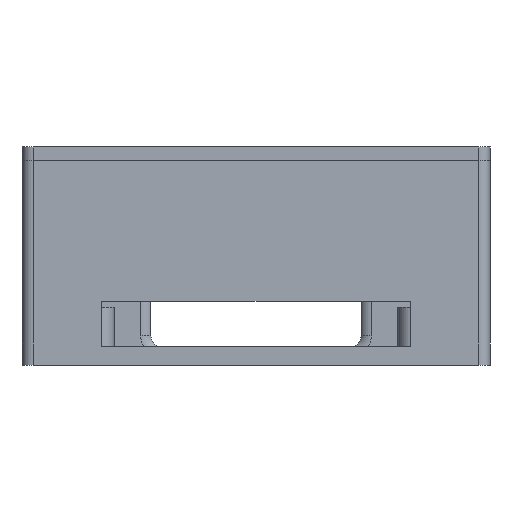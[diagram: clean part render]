
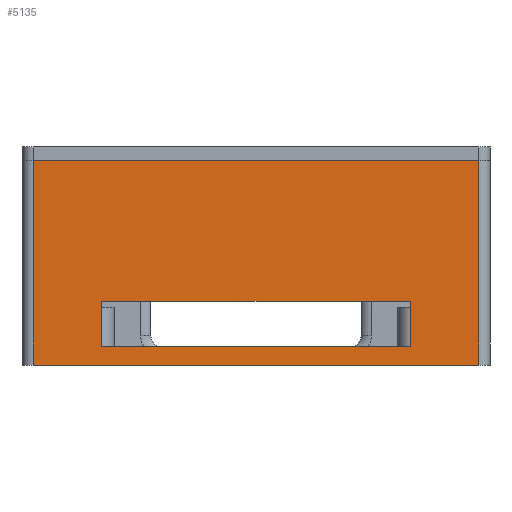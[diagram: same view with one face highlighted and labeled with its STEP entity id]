
A CAD part, front view. The second image highlights one B-rep face of the part: STEP entity #5135.
In plain terms, the highlighted planar face has unit normal (0, -1, 0).
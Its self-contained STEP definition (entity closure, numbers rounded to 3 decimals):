
#121=FACE_BOUND('',#916,.T.);
#625=FACE_OUTER_BOUND('',#915,.T.);
#915=EDGE_LOOP('',(#4623,#4624,#4625,#4626));
#916=EDGE_LOOP('',(#4627,#4628,#4629,#4630));
#1400=LINE('',#9223,#1926);
#1416=LINE('',#9263,#1942);
#1432=LINE('',#9301,#1958);
#1434=LINE('',#9307,#1960);
#1437=LINE('',#9317,#1963);
#1438=LINE('',#9319,#1964);
#1439=LINE('',#9321,#1965);
#1440=LINE('',#9322,#1966);
#1926=VECTOR('',#6297,10.);
#1942=VECTOR('',#6327,10.);
#1958=VECTOR('',#6367,10.);
#1960=VECTOR('',#6373,10.);
#1963=VECTOR('',#6384,10.);
#1964=VECTOR('',#6385,10.);
#1965=VECTOR('',#6386,10.);
#1966=VECTOR('',#6387,10.);
#2439=VERTEX_POINT('',#9220);
#2440=VERTEX_POINT('',#9222);
#2450=VERTEX_POINT('',#9260);
#2451=VERTEX_POINT('',#9262);
#2461=VERTEX_POINT('',#9300);
#2463=VERTEX_POINT('',#9306);
#2467=VERTEX_POINT('',#9318);
#2468=VERTEX_POINT('',#9320);
#3152=EDGE_CURVE('',#2440,#2439,#1400,.T.);
#3172=EDGE_CURVE('',#2450,#2451,#1416,.T.);
#3190=EDGE_CURVE('',#2451,#2461,#1432,.T.);
#3193=EDGE_CURVE('',#2461,#2463,#1434,.T.);
#3199=EDGE_CURVE('',#2463,#2450,#1437,.T.);
#3200=EDGE_CURVE('',#2467,#2440,#1438,.T.);
#3201=EDGE_CURVE('',#2439,#2468,#1439,.T.);
#3202=EDGE_CURVE('',#2468,#2467,#1440,.T.);
#4623=ORIENTED_EDGE('',*,*,#3190,.F.);
#4624=ORIENTED_EDGE('',*,*,#3172,.F.);
#4625=ORIENTED_EDGE('',*,*,#3199,.F.);
#4626=ORIENTED_EDGE('',*,*,#3193,.F.);
#4627=ORIENTED_EDGE('',*,*,#3200,.T.);
#4628=ORIENTED_EDGE('',*,*,#3152,.T.);
#4629=ORIENTED_EDGE('',*,*,#3201,.T.);
#4630=ORIENTED_EDGE('',*,*,#3202,.T.);
#4866=PLANE('',#5397);
#5135=ADVANCED_FACE('',(#625,#121),#4866,.T.);
#5397=AXIS2_PLACEMENT_3D('',#9316,#6382,#6383);
#6297=DIRECTION('',(-1.,0.,0.));
#6327=DIRECTION('',(1.,0.,0.));
#6367=DIRECTION('',(0.,0.,-1.));
#6373=DIRECTION('',(-1.,0.,0.));
#6382=DIRECTION('center_axis',(0.,-1.,0.));
#6383=DIRECTION('ref_axis',(1.,0.,0.));
#6384=DIRECTION('',(0.,0.,1.));
#6385=DIRECTION('',(0.,0.,-1.));
#6386=DIRECTION('',(0.,0.,1.));
#6387=DIRECTION('',(1.,0.,0.));
#9220=CARTESIAN_POINT('',(7.,-83.2,1.6));
#9222=CARTESIAN_POINT('',(34.2,-83.2,1.6));
#9223=CARTESIAN_POINT('',(17.1,-83.2,1.6));
#9260=CARTESIAN_POINT('',(1.,-83.2,18.));
#9262=CARTESIAN_POINT('',(40.2,-83.2,18.));
#9263=CARTESIAN_POINT('',(41.2,-83.2,18.));
#9300=CARTESIAN_POINT('',(40.2,-83.2,0.));
#9301=CARTESIAN_POINT('',(40.2,-83.2,0.));
#9306=CARTESIAN_POINT('',(1.,-83.2,0.));
#9307=CARTESIAN_POINT('',(41.2,-83.2,0.));
#9316=CARTESIAN_POINT('Origin',(0.,-83.2,0.));
#9317=CARTESIAN_POINT('',(1.,-83.2,0.));
#9318=CARTESIAN_POINT('',(34.2,-83.2,5.6));
#9319=CARTESIAN_POINT('',(34.2,-83.2,2.8));
#9320=CARTESIAN_POINT('',(7.,-83.2,5.6));
#9321=CARTESIAN_POINT('',(7.,-83.2,0.8));
#9322=CARTESIAN_POINT('',(3.5,-83.2,5.6));
